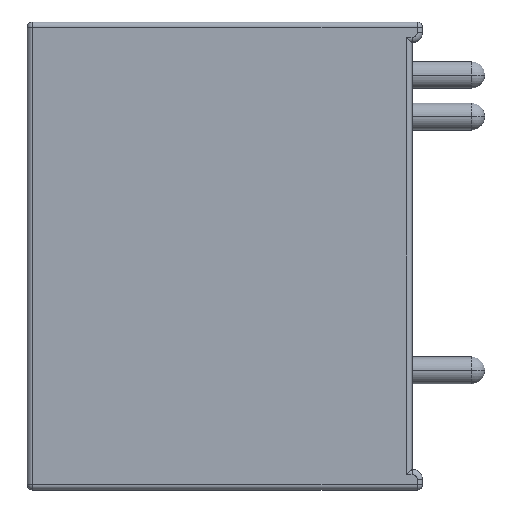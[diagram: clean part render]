
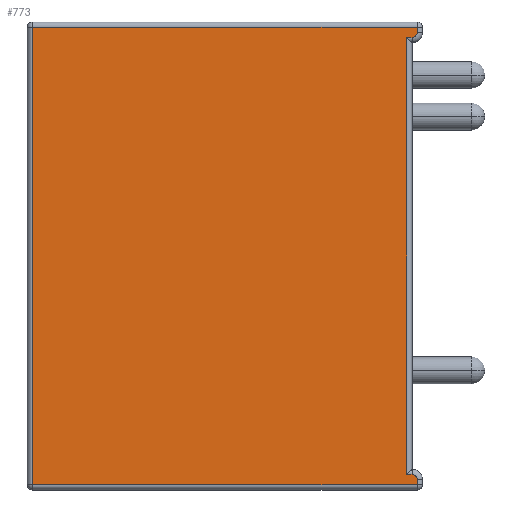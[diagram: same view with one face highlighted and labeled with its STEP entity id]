
A CAD part, left-side view. The second image highlights one B-rep face of the part: STEP entity #773.
In plain terms, the highlighted planar face has unit normal (-1, 0, 0).
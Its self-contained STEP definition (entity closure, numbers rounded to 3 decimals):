
#1 = EDGE_CURVE ( 'NONE', #2331, #2085, #2461, .T. ) ;
#6 = VERTEX_POINT ( 'NONE', #936 ) ;
#31 = PLANE ( 'NONE',  #2132 ) ;
#116 = CARTESIAN_POINT ( 'NONE',  ( -8.25, 18.75, 11. ) ) ;
#123 = AXIS2_PLACEMENT_3D ( 'NONE', #2597, #168, #776 ) ;
#133 = DIRECTION ( 'NONE',  ( 0., 1., 0. ) ) ;
#168 = DIRECTION ( 'NONE',  ( 1., 0., 0. ) ) ;
#207 = CARTESIAN_POINT ( 'NONE',  ( -8.25, 0.25, -10.25 ) ) ;
#210 = EDGE_CURVE ( 'NONE', #2043, #2059, #393, .T. ) ;
#296 = EDGE_CURVE ( 'NONE', #1175, #6, #1082, .T. ) ;
#325 = CARTESIAN_POINT ( 'NONE',  ( -8.25, 0.25, -11. ) ) ;
#393 = LINE ( 'NONE', #399, #741 ) ;
#399 = CARTESIAN_POINT ( 'NONE',  ( -8.25, 18.75, 11.25 ) ) ;
#416 = ORIENTED_EDGE ( 'NONE', *, *, #1565, .T. ) ;
#432 = CARTESIAN_POINT ( 'NONE',  ( -8.25, 19., 11.25 ) ) ;
#460 = EDGE_CURVE ( 'NONE', #6, #1886, #1774, .T. ) ;
#472 = VECTOR ( 'NONE', #133, 1000. ) ;
#496 = CARTESIAN_POINT ( 'NONE',  ( -8.25, 19., 10.5 ) ) ;
#525 = DIRECTION ( 'NONE',  ( 0., 0., -1. ) ) ;
#540 = ORIENTED_EDGE ( 'NONE', *, *, #2520, .F. ) ;
#564 = ORIENTED_EDGE ( 'NONE', *, *, #2180, .T. ) ;
#600 = DIRECTION ( 'NONE',  ( 0., 0., 1. ) ) ;
#612 = CIRCLE ( 'NONE', #2256, 0.25 ) ;
#650 = ORIENTED_EDGE ( 'NONE', *, *, #460, .T. ) ;
#690 = LINE ( 'NONE', #2406, #939 ) ;
#722 = CARTESIAN_POINT ( 'NONE',  ( -8.25, 0.25, 11. ) ) ;
#731 = EDGE_LOOP ( 'NONE', ( #2329, #1461, #763, #650, #540, #2547, #416, #1890, #564, #2237 ) ) ;
#741 = VECTOR ( 'NONE', #1232, 1000. ) ;
#753 = DIRECTION ( 'NONE',  ( 1., 0., 0. ) ) ;
#763 = ORIENTED_EDGE ( 'NONE', *, *, #296, .T. ) ;
#773 = ADVANCED_FACE ( 'NONE', ( #835 ), #31, .F. ) ;
#776 = DIRECTION ( 'NONE',  ( 0., 0., -1. ) ) ;
#804 = VECTOR ( 'NONE', #2076, 1000. ) ;
#811 = DIRECTION ( 'NONE',  ( 0., 1., 0. ) ) ;
#825 = VERTEX_POINT ( 'NONE', #2467 ) ;
#835 = FACE_OUTER_BOUND ( 'NONE', #731, .T. ) ;
#895 = CARTESIAN_POINT ( 'NONE',  ( -8.25, 0.25, 10.75 ) ) ;
#936 = CARTESIAN_POINT ( 'NONE',  ( -8.25, 0.75, 10.5 ) ) ;
#939 = VECTOR ( 'NONE', #811, 1000. ) ;
#963 = CARTESIAN_POINT ( 'NONE',  ( -8.25, 19., -11. ) ) ;
#1039 = VECTOR ( 'NONE', #1362, 1000. ) ;
#1061 = CARTESIAN_POINT ( 'NONE',  ( -8.25, 0.75, 11.25 ) ) ;
#1082 = LINE ( 'NONE', #1061, #804 ) ;
#1105 = LINE ( 'NONE', #1556, #472 ) ;
#1125 = CARTESIAN_POINT ( 'NONE',  ( -8.25, 0.25, 11.25 ) ) ;
#1145 = CARTESIAN_POINT ( 'NONE',  ( -8.25, 0.75, -10.5 ) ) ;
#1175 = VERTEX_POINT ( 'NONE', #1145 ) ;
#1232 = DIRECTION ( 'NONE',  ( 0., 0., -1. ) ) ;
#1240 = VECTOR ( 'NONE', #1499, 1000. ) ;
#1272 = EDGE_CURVE ( 'NONE', #1587, #1340, #2058, .T. ) ;
#1299 = VECTOR ( 'NONE', #2131, 1000. ) ;
#1325 = CARTESIAN_POINT ( 'NONE',  ( -8.25, 0.5, -10.75 ) ) ;
#1340 = VERTEX_POINT ( 'NONE', #2038 ) ;
#1343 = LINE ( 'NONE', #963, #1039 ) ;
#1362 = DIRECTION ( 'NONE',  ( 0., -1., 0. ) ) ;
#1365 = DIRECTION ( 'NONE',  ( 0., 0., -1. ) ) ;
#1461 = ORIENTED_EDGE ( 'NONE', *, *, #2495, .T. ) ;
#1469 = CARTESIAN_POINT ( 'NONE',  ( -8.25, 0.5, 10.5 ) ) ;
#1499 = DIRECTION ( 'NONE',  ( 0., -1., 0. ) ) ;
#1504 = CARTESIAN_POINT ( 'NONE',  ( -8.25, 18.75, -11. ) ) ;
#1556 = CARTESIAN_POINT ( 'NONE',  ( -8.25, 19., 11. ) ) ;
#1565 = EDGE_CURVE ( 'NONE', #2085, #2043, #1105, .T. ) ;
#1587 = VERTEX_POINT ( 'NONE', #325 ) ;
#1774 = LINE ( 'NONE', #496, #1240 ) ;
#1886 = VERTEX_POINT ( 'NONE', #1469 ) ;
#1890 = ORIENTED_EDGE ( 'NONE', *, *, #210, .T. ) ;
#2038 = CARTESIAN_POINT ( 'NONE',  ( -8.25, 0.25, -10.75 ) ) ;
#2043 = VERTEX_POINT ( 'NONE', #116 ) ;
#2058 = LINE ( 'NONE', #207, #2515 ) ;
#2059 = VERTEX_POINT ( 'NONE', #1504 ) ;
#2076 = DIRECTION ( 'NONE',  ( 0., 0., 1. ) ) ;
#2085 = VERTEX_POINT ( 'NONE', #722 ) ;
#2131 = DIRECTION ( 'NONE',  ( 0., 0., 1. ) ) ;
#2132 = AXIS2_PLACEMENT_3D ( 'NONE', #432, #2580, #1365 ) ;
#2180 = EDGE_CURVE ( 'NONE', #2059, #1587, #1343, .T. ) ;
#2237 = ORIENTED_EDGE ( 'NONE', *, *, #1272, .T. ) ;
#2256 = AXIS2_PLACEMENT_3D ( 'NONE', #1325, #753, #525 ) ;
#2319 = CIRCLE ( 'NONE', #123, 0.25 ) ;
#2329 = ORIENTED_EDGE ( 'NONE', *, *, #2435, .F. ) ;
#2331 = VERTEX_POINT ( 'NONE', #895 ) ;
#2406 = CARTESIAN_POINT ( 'NONE',  ( -8.25, 19., -10.5 ) ) ;
#2435 = EDGE_CURVE ( 'NONE', #825, #1340, #612, .T. ) ;
#2461 = LINE ( 'NONE', #1125, #1299 ) ;
#2467 = CARTESIAN_POINT ( 'NONE',  ( -8.25, 0.5, -10.5 ) ) ;
#2495 = EDGE_CURVE ( 'NONE', #825, #1175, #690, .T. ) ;
#2515 = VECTOR ( 'NONE', #600, 1000. ) ;
#2520 = EDGE_CURVE ( 'NONE', #2331, #1886, #2319, .T. ) ;
#2547 = ORIENTED_EDGE ( 'NONE', *, *, #1, .T. ) ;
#2580 = DIRECTION ( 'NONE',  ( 1., 0., 0. ) ) ;
#2597 = CARTESIAN_POINT ( 'NONE',  ( -8.25, 0.5, 10.75 ) ) ;
